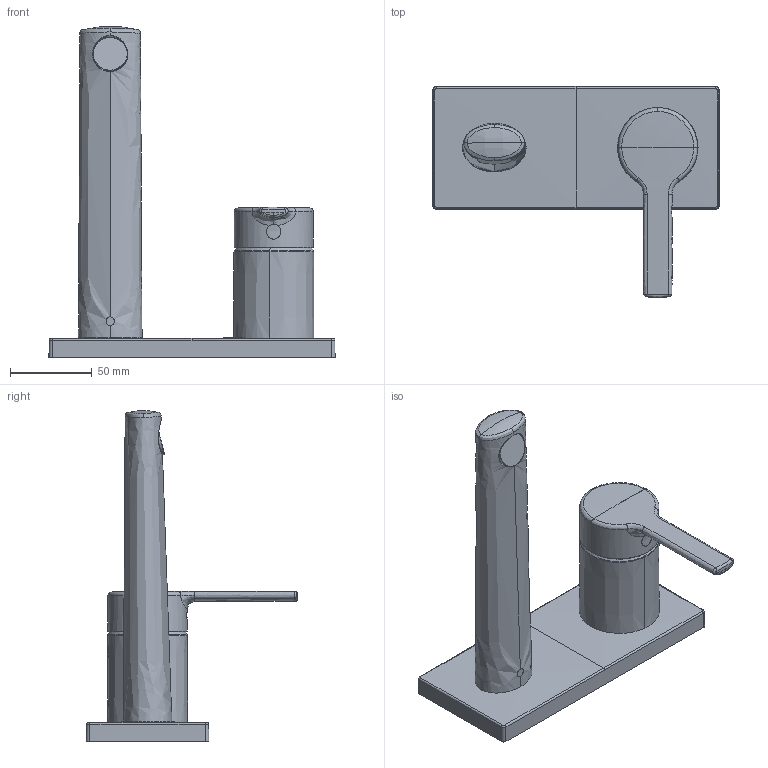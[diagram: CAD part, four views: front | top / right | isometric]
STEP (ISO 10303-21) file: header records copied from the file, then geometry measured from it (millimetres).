
FILE_DESCRIPTION (( 'STEP AP203' ), '1' );
FILE_NAME ('44882183(2020).STEP', '2020-02-18T11:23:04', ( '' ), ( '' ), 'SwSTEP 2.0', 'SolidWorks 2016', '' );
FILE_SCHEMA (( 'CONFIG_CONTROL_DESIGN' ));
Length unit declared in the file: millimetre
Products named in the file (1): 44882183(2020)
Bounding box: 175 x 129.3 x 202.33 mm (x, y, z)
Surface area: 67132.1 mm2 (no closed solid volume)
Topology: 0 solids, 1 shells, 84 faces, 214 edges, 130 vertices
Faces by surface type: bspline 56, cylinder 13, plane 9, cone 2, torus 2, sphere 2
Entity records: 7399 total; most frequent: CARTESIAN_POINT 5899, ORIENTED_EDGE 370, EDGE_CURVE 185, DIRECTION 164, VERTEX_POINT 112, B_SPLINE_CURVE_WITH_KNOTS 111, EDGE_LOOP 85, ADVANCED_FACE 80
